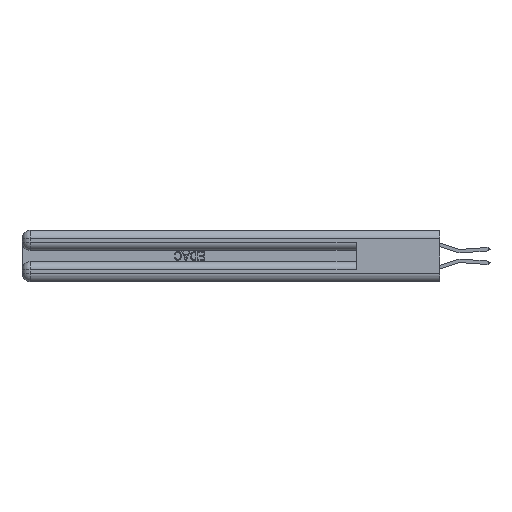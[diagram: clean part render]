
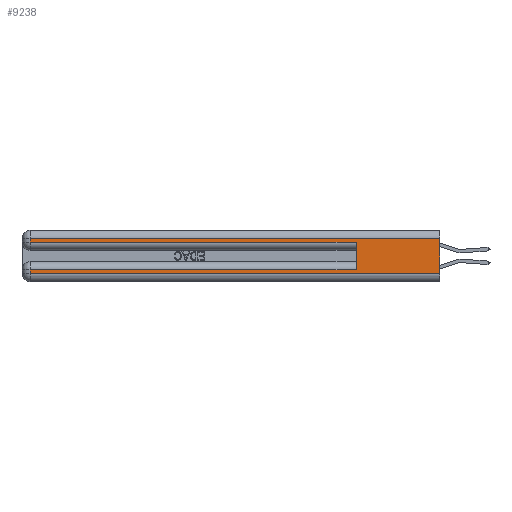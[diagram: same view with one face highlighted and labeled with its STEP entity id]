
A CAD part, left-side view. The second image highlights one B-rep face of the part: STEP entity #9238.
In plain terms, the highlighted planar face has unit normal (-1, 0, 0).
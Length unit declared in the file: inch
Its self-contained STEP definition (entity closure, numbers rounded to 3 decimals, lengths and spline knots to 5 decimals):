
#1541 = DIRECTION ( 'NONE',  ( 1., 0., 0. ) ) ;
#1572 = ORIENTED_EDGE ( 'NONE', *, *, #6352, .T. ) ;
#1918 = LINE ( 'NONE', #11033, #21130 ) ;
#2667 = ORIENTED_EDGE ( 'NONE', *, *, #24810, .T. ) ;
#3042 = CARTESIAN_POINT ( 'NONE',  ( 0., 0., 0.37 ) ) ;
#3531 = LINE ( 'NONE', #37254, #41825 ) ;
#3587 = DIRECTION ( 'NONE',  ( 0., 1., 0. ) ) ;
#3677 = DIRECTION ( 'NONE',  ( 0., 0., -1. ) ) ;
#4572 = CARTESIAN_POINT ( 'NONE',  ( 0., 2.94, 0.06 ) ) ;
#5779 = CARTESIAN_POINT ( 'NONE',  ( 0., 0., 0.06 ) ) ;
#5799 = VERTEX_POINT ( 'NONE', #4572 ) ;
#6094 = EDGE_CURVE ( 'NONE', #27639, #35031, #29888, .T. ) ;
#6352 = EDGE_CURVE ( 'NONE', #35405, #42583, #1918, .T. ) ;
#7163 = VECTOR ( 'NONE', #21786, 39.37008 ) ;
#7549 = EDGE_CURVE ( 'NONE', #42583, #27639, #44802, .T. ) ;
#7741 = ORIENTED_EDGE ( 'NONE', *, *, #6094, .T. ) ;
#7748 = LINE ( 'NONE', #37298, #18242 ) ;
#8147 = ORIENTED_EDGE ( 'NONE', *, *, #7549, .T. ) ;
#8513 = LINE ( 'NONE', #13298, #37033 ) ;
#9082 = EDGE_CURVE ( 'NONE', #5799, #46452, #10996, .T. ) ;
#9238 = ADVANCED_FACE ( 'NONE', ( #31379 ), #35279, .F. ) ;
#10996 = LINE ( 'NONE', #25759, #22063 ) ;
#11033 = CARTESIAN_POINT ( 'NONE',  ( 0., 0., 0.31 ) ) ;
#12459 = CARTESIAN_POINT ( 'NONE',  ( 0., 2.94, 0.285 ) ) ;
#13298 = CARTESIAN_POINT ( 'NONE',  ( 0., 0., 0.085 ) ) ;
#13319 = CARTESIAN_POINT ( 'NONE',  ( 0., 0., 0.285 ) ) ;
#13669 = VERTEX_POINT ( 'NONE', #30062 ) ;
#14506 = CARTESIAN_POINT ( 'NONE',  ( 0., 2.94, 0.37 ) ) ;
#15766 = ORIENTED_EDGE ( 'NONE', *, *, #39364, .T. ) ;
#17673 = VECTOR ( 'NONE', #25776, 39.37008 ) ;
#18242 = VECTOR ( 'NONE', #3677, 39.37008 ) ;
#20668 = CARTESIAN_POINT ( 'NONE',  ( 0., 0.6, 0.285 ) ) ;
#21130 = VECTOR ( 'NONE', #3587, 39.37008 ) ;
#21786 = DIRECTION ( 'NONE',  ( 0., -1., 0. ) ) ;
#22063 = VECTOR ( 'NONE', #44192, 39.37008 ) ;
#22103 = CARTESIAN_POINT ( 'NONE',  ( 0., 0., 0.31 ) ) ;
#24810 = EDGE_CURVE ( 'NONE', #13669, #41208, #8513, .T. ) ;
#25759 = CARTESIAN_POINT ( 'NONE',  ( 0., 0., 0.06 ) ) ;
#25776 = DIRECTION ( 'NONE',  ( 0., 0., -1. ) ) ;
#27639 = VERTEX_POINT ( 'NONE', #12459 ) ;
#28347 = CARTESIAN_POINT ( 'NONE',  ( 0., 2.94, 0.085 ) ) ;
#28443 = DIRECTION ( 'NONE',  ( 0., 1., 0. ) ) ;
#29888 = LINE ( 'NONE', #13319, #7163 ) ;
#30062 = CARTESIAN_POINT ( 'NONE',  ( 0., 0.6, 0.085 ) ) ;
#30412 = DIRECTION ( 'NONE',  ( 0., 0., 1. ) ) ;
#31379 = FACE_OUTER_BOUND ( 'NONE', #34565, .T. ) ;
#31726 = DIRECTION ( 'NONE',  ( 0., 0., -1. ) ) ;
#32435 = ORIENTED_EDGE ( 'NONE', *, *, #34829, .F. ) ;
#32922 = CARTESIAN_POINT ( 'NONE',  ( 0., 2.94, 0.31 ) ) ;
#34565 = EDGE_LOOP ( 'NONE', ( #46210, #1572, #8147, #7741, #32435, #2667, #15766, #40325 ) ) ;
#34829 = EDGE_CURVE ( 'NONE', #13669, #35031, #3531, .T. ) ;
#35031 = VERTEX_POINT ( 'NONE', #20668 ) ;
#35279 = PLANE ( 'NONE',  #46173 ) ;
#35405 = VERTEX_POINT ( 'NONE', #22103 ) ;
#37033 = VECTOR ( 'NONE', #28443, 39.37008 ) ;
#37254 = CARTESIAN_POINT ( 'NONE',  ( 0., 0.6, 0.145 ) ) ;
#37298 = CARTESIAN_POINT ( 'NONE',  ( 0., 2.94, 0.37 ) ) ;
#38393 = CARTESIAN_POINT ( 'NONE',  ( 0., 0., 0.37 ) ) ;
#39237 = EDGE_CURVE ( 'NONE', #35405, #46452, #45428, .T. ) ;
#39364 = EDGE_CURVE ( 'NONE', #41208, #5799, #7748, .T. ) ;
#40325 = ORIENTED_EDGE ( 'NONE', *, *, #9082, .T. ) ;
#41208 = VERTEX_POINT ( 'NONE', #28347 ) ;
#41825 = VECTOR ( 'NONE', #30412, 39.37008 ) ;
#42583 = VERTEX_POINT ( 'NONE', #32922 ) ;
#43688 = DIRECTION ( 'NONE',  ( 0., 0., -1. ) ) ;
#44192 = DIRECTION ( 'NONE',  ( 0., -1., 0. ) ) ;
#44252 = VECTOR ( 'NONE', #43688, 39.37008 ) ;
#44802 = LINE ( 'NONE', #14506, #44252 ) ;
#45428 = LINE ( 'NONE', #3042, #17673 ) ;
#46173 = AXIS2_PLACEMENT_3D ( 'NONE', #38393, #1541, #31726 ) ;
#46210 = ORIENTED_EDGE ( 'NONE', *, *, #39237, .F. ) ;
#46452 = VERTEX_POINT ( 'NONE', #5779 ) ;
